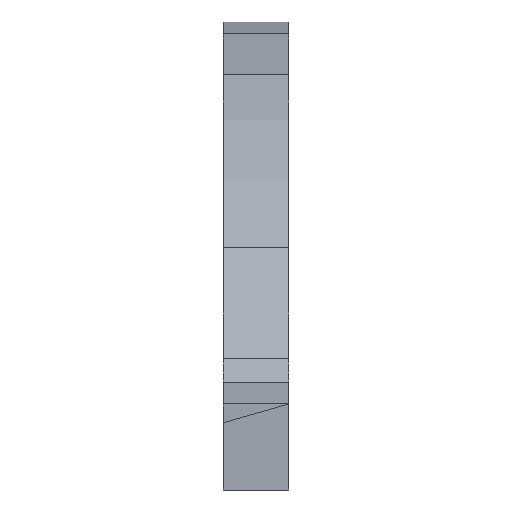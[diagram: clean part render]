
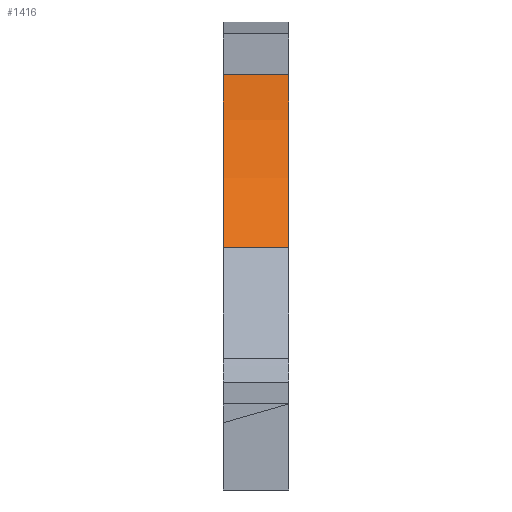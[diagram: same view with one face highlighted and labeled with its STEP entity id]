
A CAD part, left-side view. The second image highlights one B-rep face of the part: STEP entity #1416.
In plain terms, the highlighted cylindrical face has radius 50 mm (diameter 100 mm), a partial arc.
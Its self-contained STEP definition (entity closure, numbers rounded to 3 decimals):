
#132=FACE_OUTER_BOUND('',#203,.T.);
#203=EDGE_LOOP('',(#1178,#1179,#1180,#1181));
#362=LINE('',#2345,#517);
#363=LINE('',#2351,#518);
#517=VECTOR('',#1928,10.);
#518=VECTOR('',#1935,10.);
#571=CIRCLE('',#1548,50.);
#572=CIRCLE('',#1549,50.);
#703=VERTEX_POINT('',#2341);
#704=VERTEX_POINT('',#2343);
#705=VERTEX_POINT('',#2347);
#706=VERTEX_POINT('',#2349);
#904=EDGE_CURVE('',#703,#704,#362,.T.);
#905=EDGE_CURVE('',#705,#703,#571,.T.);
#906=EDGE_CURVE('',#706,#704,#572,.T.);
#907=EDGE_CURVE('',#705,#706,#363,.T.);
#1178=ORIENTED_EDGE('',*,*,#905,.T.);
#1179=ORIENTED_EDGE('',*,*,#904,.T.);
#1180=ORIENTED_EDGE('',*,*,#906,.F.);
#1181=ORIENTED_EDGE('',*,*,#907,.F.);
#1349=CYLINDRICAL_SURFACE('',#1547,50.);
#1416=ADVANCED_FACE('',(#132),#1349,.T.);
#1547=AXIS2_PLACEMENT_3D('',#2346,#1929,#1930);
#1548=AXIS2_PLACEMENT_3D('',#2348,#1931,#1932);
#1549=AXIS2_PLACEMENT_3D('',#2350,#1933,#1934);
#1928=DIRECTION('',(0.,1.,0.));
#1929=DIRECTION('center_axis',(0.,1.,0.));
#1930=DIRECTION('ref_axis',(-0.756,0.,0.655));
#1931=DIRECTION('center_axis',(0.,1.,0.));
#1932=DIRECTION('ref_axis',(-0.756,0.,0.655));
#1933=DIRECTION('center_axis',(0.,1.,0.));
#1934=DIRECTION('ref_axis',(-0.756,0.,0.655));
#1935=DIRECTION('',(0.,1.,0.));
#2341=CARTESIAN_POINT('',(-19.867,18.8,45.884));
#2343=CARTESIAN_POINT('',(-19.867,23.8,45.884));
#2345=CARTESIAN_POINT('',(-19.867,18.8,45.884));
#2346=CARTESIAN_POINT('Origin',(0.,18.8,0.));
#2347=CARTESIAN_POINT('',(-37.786,18.8,32.745));
#2348=CARTESIAN_POINT('Origin',(0.,18.8,0.));
#2349=CARTESIAN_POINT('',(-37.786,23.8,32.745));
#2350=CARTESIAN_POINT('Origin',(0.,23.8,0.));
#2351=CARTESIAN_POINT('',(-37.786,18.8,32.745));
